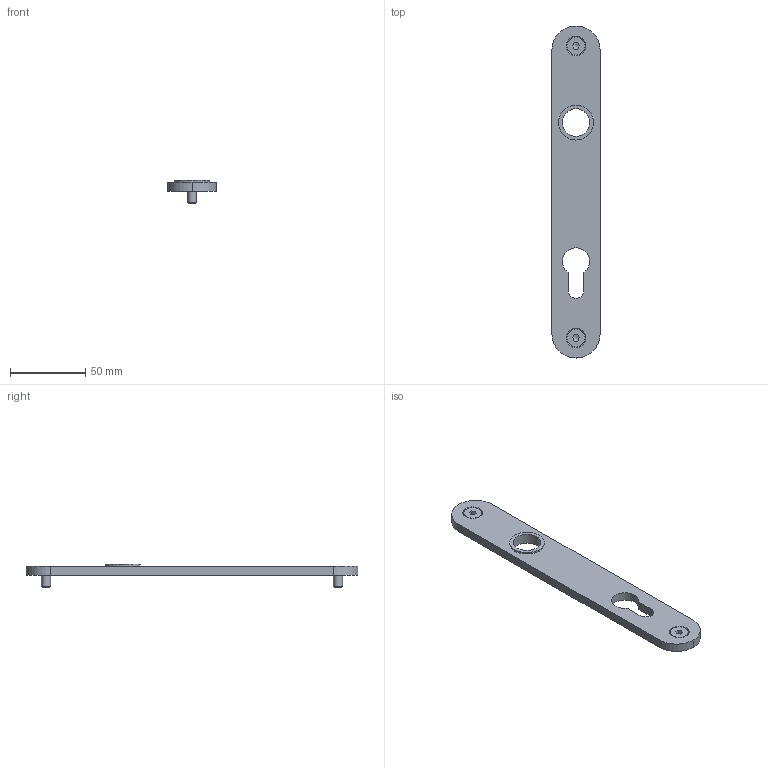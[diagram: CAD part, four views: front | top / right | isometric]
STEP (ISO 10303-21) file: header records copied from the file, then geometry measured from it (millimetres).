
FILE_DESCRIPTION (( 'STEP AP203' ), '1' );
FILE_NAME ('10690-240.step', '2022-07-06T11:34:33', ( '' ), ( '' ), 'SwSTEP 2.0', 'SolidWorks 2018', '' );
FILE_SCHEMA (( 'CONFIG_CONTROL_DESIGN' ));
Length unit declared in the file: millimetre
Products named in the file (4): Lang und Kurzschild Teil1 Konfig_1xxxx-240 Teil2; DIN 7991 Konfig_M6x14; Lang und Kurzschild Teil1 Konfig_10690-240 Teil1; 10690-240
Assembly tree (4 placements, depth 2):
  10690-240
    Lang und Kurzschild Teil1 Konfig_10690-240 Teil1
    Lang und Kurzschild Teil1 Konfig_1xxxx-240 Teil2
    DIN 7991 Konfig_M6x14  x2
Bounding box: 32 x 220 x 15.45 mm (x, y, z)
Volume: 37263.3 mm3; surface area: 18206 mm2
Topology: 4 solids, 4 shells, 325 faces, 859 edges, 570 vertices
Faces by surface type: plane 163, bspline 119, cylinder 35, cone 8
Full cylindrical faces by diameter (mm): 6 x2, 6.5 x2, 12 x2, 18.3 x1, 20 x1, 23.2 x1
Entity records: 16198 total; most frequent: CARTESIAN_POINT 8796, ORIENTED_EDGE 1630, DIRECTION 1040, EDGE_CURVE 815, VERTEX_POINT 549, VECTOR 502, LINE 502, EDGE_LOOP 362
